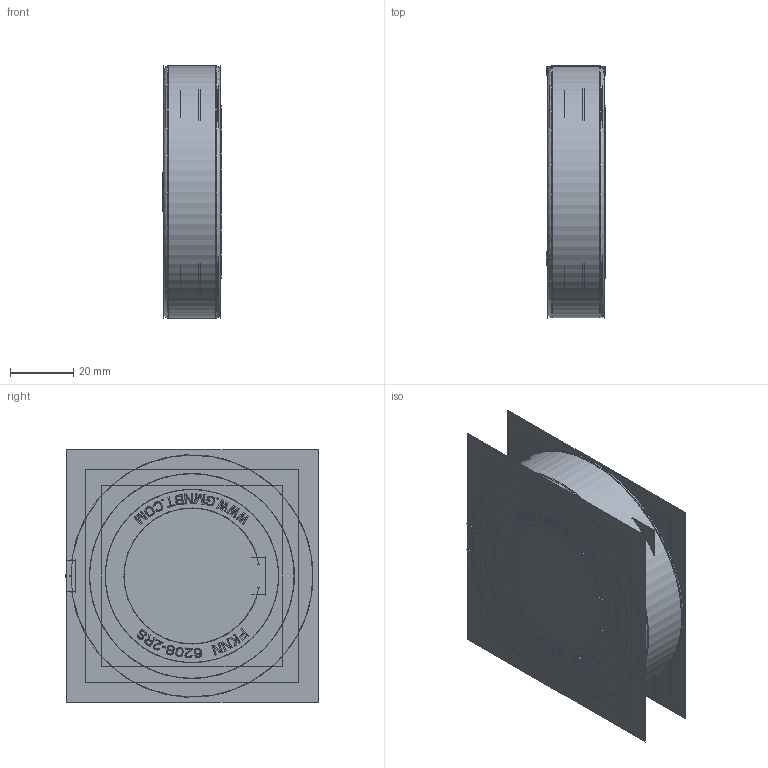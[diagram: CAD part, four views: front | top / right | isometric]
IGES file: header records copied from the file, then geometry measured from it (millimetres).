
Start section:  PTC IGES file: fknn6208-2rs.igs
Global section: file name: fknn6208-2rs.igs; native system: Creo Parametric by Parametric Technology Corporation; preprocessor: 2013150; author: sales 4; organization: Unknown; date: 20140325.121740; units: millimetre
Bounding box: 18.72 x 80.03 x 80.13 mm (x, y, z)
Volume: 59488.5 mm3; surface area: 398029.6 mm2
Topology: 66 solids, 66 shells, 5706 faces, 30420 edges, 38396 vertices
Faces by surface type: bspline 2990, revolution 2716
